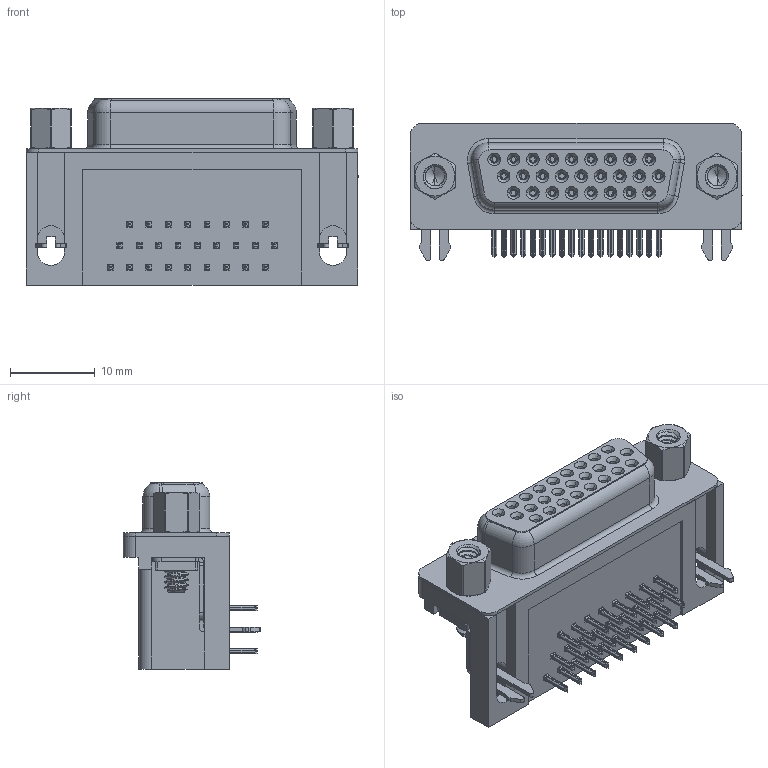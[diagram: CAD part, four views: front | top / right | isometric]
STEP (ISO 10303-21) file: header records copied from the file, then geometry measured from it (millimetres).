
FILE_DESCRIPTION (( 'STEP AP203' ), '1' );
FILE_NAME ('MHHDR-26FNS-B1.STEP', '2025-11-27T20:25:08', ( '' ), ( '' ), 'SwSTEP 2.0', 'SolidWorks 2023', '' );
FILE_SCHEMA (( 'CONFIG_CONTROL_DESIGN' ));
Length unit declared in the file: millimetre
Products named in the file (9): MHHDR Contact Middle; MHHDR 2 Prong Board Lock; MHHDR 4-40 Hex Standoff; MHHDR Shell_26 Socket; MHHDR-26FNS-B1; MHHDR Housing_26 Socket; MHHDR Contact Top; MHHDR Contact Bottom; MHHDR 4-40 Threaded Rivet
Assembly tree (34 placements, depth 2):
  MHHDR-26FNS-B1
    MHHDR Housing_26 Socket
    MHHDR Shell_26 Socket
    MHHDR Contact Bottom  x8
    MHHDR Contact Middle  x9
    MHHDR Contact Top  x9
    MHHDR 2 Prong Board Lock  x2
    MHHDR 4-40 Threaded Rivet  x2
    MHHDR 4-40 Hex Standoff  x2
Bounding box: 39.22 x 16.25 x 22 mm (x, y, z)
Volume: 6562.8 mm3; surface area: 9582.5 mm2
Topology: 34 solids, 34 shells, 4157 faces, 10962 edges, 6898 vertices
Faces by surface type: plane 1825, cylinder 1030, bspline 922, cone 342, torus 38
Entity records: 42754 total; most frequent: CARTESIAN_POINT 16106, ORIENTED_EDGE 5454, DIRECTION 4737, EDGE_CURVE 2727, VERTEX_POINT 1742, LINE 1685, VECTOR 1685, AXIS2_PLACEMENT_3D 1526
